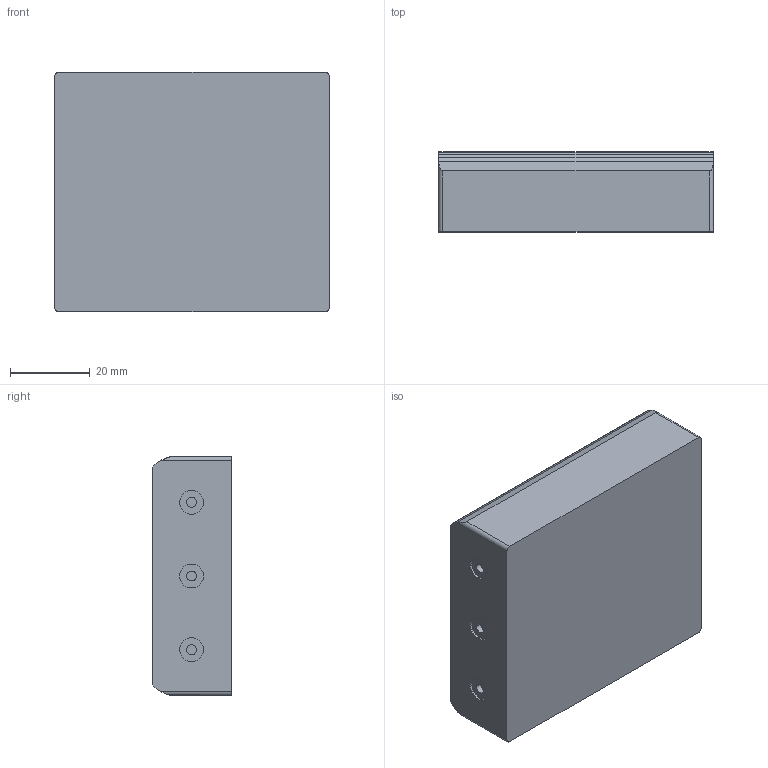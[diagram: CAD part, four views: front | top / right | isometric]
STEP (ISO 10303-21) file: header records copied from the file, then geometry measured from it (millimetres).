
FILE_DESCRIPTION (( 'STEP AP203' ), '1' );
FILE_NAME ('Assem1.STEP', '2022-12-03T13:19:47', ( '' ), ( '' ), 'SwSTEP 2.0', 'SolidWorks 2018', '' );
FILE_SCHEMA (( 'CONFIG_CONTROL_DESIGN' ));
Length unit declared in the file: inch
Products named in the file (3): Assem1; Part1; Part2
Assembly tree (4 placements, depth 2):
  Assem1
    Part1
    Part2  x3
Bounding box: 69 x 20 x 60 mm (x, y, z)
Volume: 68263.6 mm3; surface area: 34526.6 mm2
Topology: 4 solids, 4 shells, 107 faces, 248 edges, 158 vertices
Faces by surface type: plane 47, cylinder 40, torus 18, bspline 2
Entity records: 2811 total; most frequent: CARTESIAN_POINT 474, DIRECTION 426, ORIENTED_EDGE 400, EDGE_CURVE 200, AXIS2_PLACEMENT_3D 158, VERTEX_POINT 130, LINE 110, VECTOR 110
